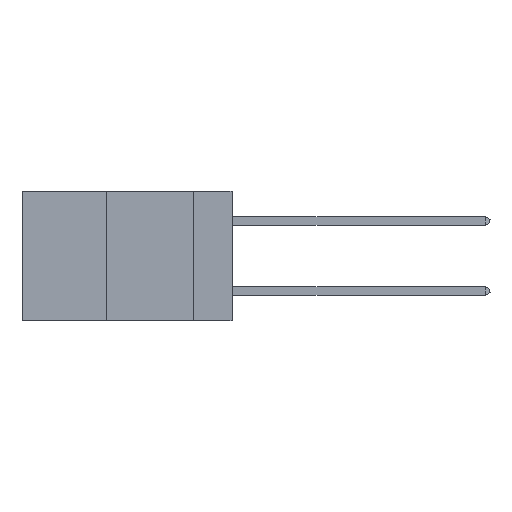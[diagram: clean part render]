
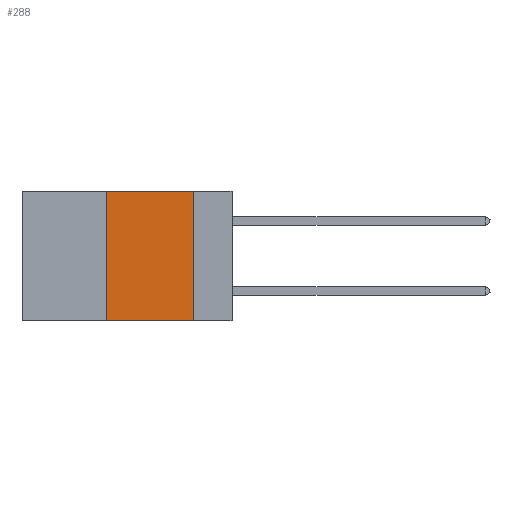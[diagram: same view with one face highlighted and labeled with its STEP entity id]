
A CAD part, left-side view. The second image highlights one B-rep face of the part: STEP entity #288.
In plain terms, the highlighted planar face has unit normal (-1, 0, 0).
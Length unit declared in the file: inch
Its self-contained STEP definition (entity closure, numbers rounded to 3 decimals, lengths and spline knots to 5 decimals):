
#288 = ADVANCED_FACE ( 'NONE', ( #11996 ), #379, .F. ) ;
#379 = PLANE ( 'NONE',  #16535 ) ;
#1757 = VERTEX_POINT ( 'NONE', #23464 ) ;
#2790 = EDGE_CURVE ( 'NONE', #14091, #1757, #5558, .T. ) ;
#3051 = LINE ( 'NONE', #23300, #11311 ) ;
#5281 = DIRECTION ( 'NONE',  ( 1., 0., 0. ) ) ;
#5558 = LINE ( 'NONE', #20154, #7139 ) ;
#6532 = ORIENTED_EDGE ( 'NONE', *, *, #19247, .F. ) ;
#7139 = VECTOR ( 'NONE', #10258, 39.37008 ) ;
#7582 = CARTESIAN_POINT ( 'NONE',  ( 0., 0.6, -0.37 ) ) ;
#8512 = ORIENTED_EDGE ( 'NONE', *, *, #26987, .F. ) ;
#8649 = EDGE_LOOP ( 'NONE', ( #6532, #17715, #8512, #28388 ) ) ;
#10133 = DIRECTION ( 'NONE',  ( 0., 0., -1. ) ) ;
#10258 = DIRECTION ( 'NONE',  ( 0., -1., 0. ) ) ;
#11311 = VECTOR ( 'NONE', #16958, 39.37008 ) ;
#11326 = CARTESIAN_POINT ( 'NONE',  ( 0., 0.36, -0.37 ) ) ;
#11996 = FACE_OUTER_BOUND ( 'NONE', #8649, .T. ) ;
#12609 = EDGE_CURVE ( 'NONE', #22673, #13851, #16488, .T. ) ;
#12989 = DIRECTION ( 'NONE',  ( 0., 0., 1. ) ) ;
#13851 = VERTEX_POINT ( 'NONE', #29189 ) ;
#14091 = VERTEX_POINT ( 'NONE', #27359 ) ;
#14322 = VECTOR ( 'NONE', #12989, 39.37008 ) ;
#16488 = LINE ( 'NONE', #7582, #23496 ) ;
#16535 = AXIS2_PLACEMENT_3D ( 'NONE', #17931, #5281, #10133 ) ;
#16958 = DIRECTION ( 'NONE',  ( 0., 0., -1. ) ) ;
#17475 = CARTESIAN_POINT ( 'NONE',  ( 0., 0.36, 0. ) ) ;
#17715 = ORIENTED_EDGE ( 'NONE', *, *, #2790, .F. ) ;
#17931 = CARTESIAN_POINT ( 'NONE',  ( 0., 0.6, 0. ) ) ;
#19247 = EDGE_CURVE ( 'NONE', #1757, #13851, #3051, .T. ) ;
#20154 = CARTESIAN_POINT ( 'NONE',  ( 0., 0.6, 0. ) ) ;
#22673 = VERTEX_POINT ( 'NONE', #11326 ) ;
#23300 = CARTESIAN_POINT ( 'NONE',  ( 0., 0.11, 0. ) ) ;
#23464 = CARTESIAN_POINT ( 'NONE',  ( 0., 0.11, 0. ) ) ;
#23496 = VECTOR ( 'NONE', #27544, 39.37008 ) ;
#26987 = EDGE_CURVE ( 'NONE', #22673, #14091, #28008, .T. ) ;
#27359 = CARTESIAN_POINT ( 'NONE',  ( 0., 0.36, 0. ) ) ;
#27544 = DIRECTION ( 'NONE',  ( 0., -1., 0. ) ) ;
#28008 = LINE ( 'NONE', #17475, #14322 ) ;
#28388 = ORIENTED_EDGE ( 'NONE', *, *, #12609, .T. ) ;
#29189 = CARTESIAN_POINT ( 'NONE',  ( 0., 0.11, -0.37 ) ) ;
